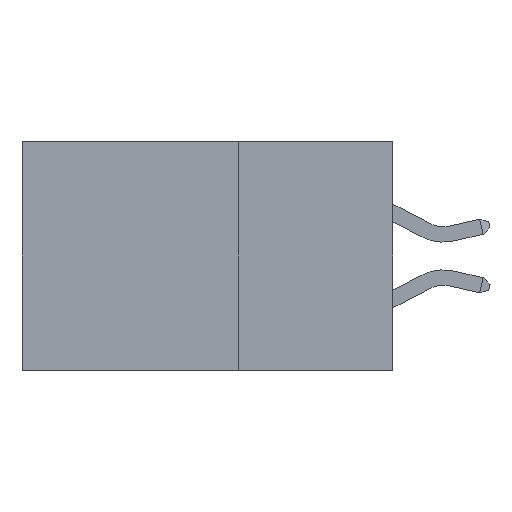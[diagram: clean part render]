
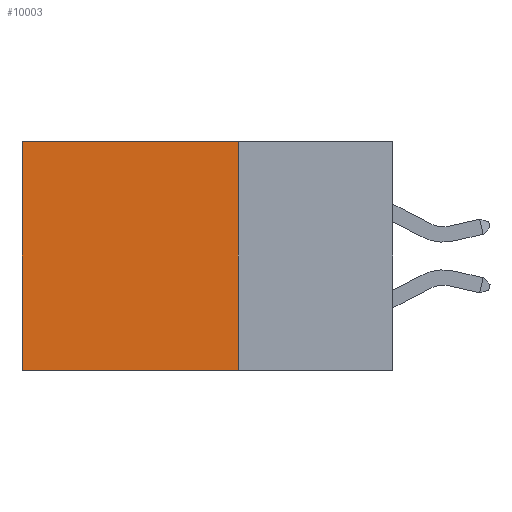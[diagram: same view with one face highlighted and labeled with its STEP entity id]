
A CAD part, left-side view. The second image highlights one B-rep face of the part: STEP entity #10003.
In plain terms, the highlighted planar face has unit normal (-1, 0, 0).
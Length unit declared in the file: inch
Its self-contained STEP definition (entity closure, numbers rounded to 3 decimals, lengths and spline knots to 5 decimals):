
#50 = FACE_OUTER_BOUND ( 'NONE', #7582, .T. ) ;
#96 = LINE ( 'NONE', #12460, #5559 ) ;
#374 = EDGE_CURVE ( 'NONE', #2245, #3891, #8856, .T. ) ;
#1770 = CARTESIAN_POINT ( 'NONE',  ( 0.2875, 0.25, 0. ) ) ;
#2177 = CARTESIAN_POINT ( 'NONE',  ( 0.2875, 0.25, -0.37 ) ) ;
#2245 = VERTEX_POINT ( 'NONE', #4536 ) ;
#2354 = DIRECTION ( 'NONE',  ( 0., 0., -1. ) ) ;
#2877 = DIRECTION ( 'NONE',  ( 0., 1., 0. ) ) ;
#3259 = CARTESIAN_POINT ( 'NONE',  ( 0.2875, 0.6, 0. ) ) ;
#3891 = VERTEX_POINT ( 'NONE', #8304 ) ;
#4536 = CARTESIAN_POINT ( 'NONE',  ( 0.2875, 0.25, -0.37 ) ) ;
#4735 = CARTESIAN_POINT ( 'NONE',  ( 0.2875, 0.25, 0. ) ) ;
#4780 = DIRECTION ( 'NONE',  ( 0., 0., -1. ) ) ;
#5407 = AXIS2_PLACEMENT_3D ( 'NONE', #12259, #8499, #2354 ) ;
#5559 = VECTOR ( 'NONE', #4780, 39.37008 ) ;
#6275 = VECTOR ( 'NONE', #6732, 39.37008 ) ;
#6732 = DIRECTION ( 'NONE',  ( 0., 1., 0. ) ) ;
#7217 = ORIENTED_EDGE ( 'NONE', *, *, #7405, .F. ) ;
#7405 = EDGE_CURVE ( 'NONE', #11383, #2245, #96, .T. ) ;
#7582 = EDGE_LOOP ( 'NONE', ( #9896, #10784, #7217, #10353 ) ) ;
#8304 = CARTESIAN_POINT ( 'NONE',  ( 0.2875, 0.6, -0.37 ) ) ;
#8396 = EDGE_CURVE ( 'NONE', #11383, #12030, #10376, .T. ) ;
#8499 = DIRECTION ( 'NONE',  ( 1., 0., 0. ) ) ;
#8664 = CARTESIAN_POINT ( 'NONE',  ( 0.2875, 0.6, 0. ) ) ;
#8841 = LINE ( 'NONE', #3259, #11364 ) ;
#8856 = LINE ( 'NONE', #2177, #6275 ) ;
#9416 = PLANE ( 'NONE',  #5407 ) ;
#9896 = ORIENTED_EDGE ( 'NONE', *, *, #11095, .T. ) ;
#10003 = ADVANCED_FACE ( 'NONE', ( #50 ), #9416, .F. ) ;
#10083 = VECTOR ( 'NONE', #2877, 39.37008 ) ;
#10223 = DIRECTION ( 'NONE',  ( 0., 0., -1. ) ) ;
#10353 = ORIENTED_EDGE ( 'NONE', *, *, #8396, .T. ) ;
#10376 = LINE ( 'NONE', #1770, #10083 ) ;
#10784 = ORIENTED_EDGE ( 'NONE', *, *, #374, .F. ) ;
#11095 = EDGE_CURVE ( 'NONE', #12030, #3891, #8841, .T. ) ;
#11364 = VECTOR ( 'NONE', #10223, 39.37008 ) ;
#11383 = VERTEX_POINT ( 'NONE', #4735 ) ;
#12030 = VERTEX_POINT ( 'NONE', #8664 ) ;
#12259 = CARTESIAN_POINT ( 'NONE',  ( 0.2875, 0.25, 0. ) ) ;
#12460 = CARTESIAN_POINT ( 'NONE',  ( 0.2875, 0.25, 0. ) ) ;
